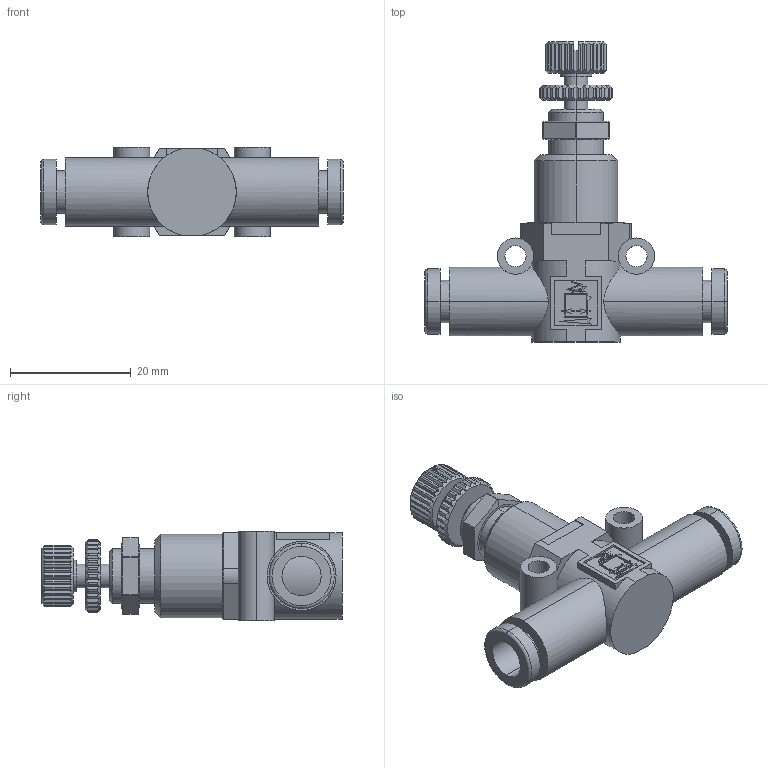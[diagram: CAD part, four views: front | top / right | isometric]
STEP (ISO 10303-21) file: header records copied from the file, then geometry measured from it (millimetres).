
FILE_DESCRIPTION (( 'STEP AP203' ), '1' );
FILE_NAME ('PRU14.step', '2016-02-15T19:54:42', ( '' ), ( '' ), 'SwSTEP 2.0', 'SolidWorks 2015', '' );
FILE_SCHEMA (( 'CONFIG_CONTROL_DESIGN' ));
Length unit declared in the file: millimetre
Products named in the file (1): PRU14
Bounding box: 50 x 49.65 x 14.8 mm (x, y, z)
Volume: 9090.7 mm3; surface area: 7043.6 mm2
Topology: 4 solids, 4 shells, 389 faces, 1071 edges, 710 vertices
Faces by surface type: plane 256, cylinder 113, cone 16, torus 4
Entity records: 13158 total; most frequent: CARTESIAN_POINT 3469, ORIENTED_EDGE 2142, DIRECTION 1815, EDGE_CURVE 1071, VERTEX_POINT 710, AXIS2_PLACEMENT_3D 634, VECTOR 547, LINE 547
